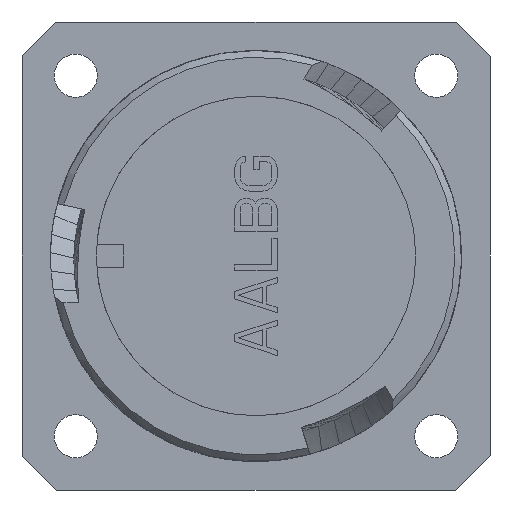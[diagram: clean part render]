
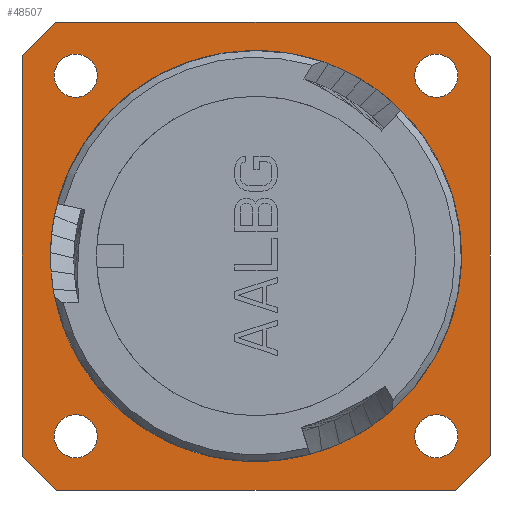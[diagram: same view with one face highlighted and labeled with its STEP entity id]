
A CAD part, left-side view. The second image highlights one B-rep face of the part: STEP entity #48507.
In plain terms, the highlighted planar face has unit normal (-1, 0, 0).
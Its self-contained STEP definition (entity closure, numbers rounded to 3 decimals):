
#579=CARTESIAN_POINT('',(23.05,0.,0.));
#580=DIRECTION('',(1.,0.,0.));
#581=DIRECTION('',(0.,1.,0.));
#582=AXIS2_PLACEMENT_3D('',#579,#580,#581);
#1565=CARTESIAN_POINT('',(23.05,0.,0.));
#1566=DIRECTION('',(-1.,0.,0.));
#1567=DIRECTION('',(0.,1.,0.));
#1568=AXIS2_PLACEMENT_3D('',#1565,#1566,#1567);
#2872=DIRECTION('',(0.,0.,1.));
#2873=VECTOR('',#2872,29.822);
#2874=CARTESIAN_POINT('',(23.05,17.525,-14.911));
#2875=LINE('4289',#2874,#2873);
#2876=CARTESIAN_POINT('',(23.05,0.,0.));
#2877=DIRECTION('',(1.,0.,0.));
#2878=DIRECTION('',(0.,0.762,0.648));
#2879=AXIS2_PLACEMENT_3D('',#2876,#2877,#2878);
#2881=DIRECTION('',(0.,-1.,0.));
#2882=VECTOR('',#2881,29.822);
#2883=CARTESIAN_POINT('',(23.05,14.911,17.525));
#2884=LINE('3688',#2883,#2882);
#2885=CARTESIAN_POINT('',(23.05,0.,0.));
#2886=DIRECTION('',(1.,0.,0.));
#2887=DIRECTION('',(0.,-0.648,0.762));
#2888=AXIS2_PLACEMENT_3D('',#2885,#2886,#2887);
#2890=DIRECTION('',(0.,0.,-1.));
#2891=VECTOR('',#2890,29.822);
#2892=CARTESIAN_POINT('',(23.05,-17.525,14.911));
#2893=LINE('3687',#2892,#2891);
#2894=CARTESIAN_POINT('',(23.05,0.,0.));
#2895=DIRECTION('',(-1.,0.,0.));
#2896=DIRECTION('',(0.,-0.648,-0.762));
#2897=AXIS2_PLACEMENT_3D('',#2894,#2895,#2896);
#2899=DIRECTION('',(0.,1.,0.));
#2900=VECTOR('',#2899,29.822);
#2901=CARTESIAN_POINT('',(23.05,-14.911,-17.525));
#2902=LINE('3686',#2901,#2900);
#2903=CARTESIAN_POINT('',(23.05,0.,0.));
#2904=DIRECTION('',(-1.,0.,0.));
#2905=DIRECTION('',(0.,0.762,-0.648));
#2906=AXIS2_PLACEMENT_3D('',#2903,#2904,#2905);
#2908=CARTESIAN_POINT('',(23.05,13.5,-13.5));
#2909=DIRECTION('',(1.,0.,0.));
#2910=DIRECTION('',(0.,0.,-1.));
#2911=AXIS2_PLACEMENT_3D('',#2908,#2909,#2910);
#2913=CARTESIAN_POINT('',(23.05,13.5,-13.5));
#2914=DIRECTION('',(1.,0.,0.));
#2915=DIRECTION('',(0.,0.,1.));
#2916=AXIS2_PLACEMENT_3D('',#2913,#2914,#2915);
#2918=CARTESIAN_POINT('',(23.05,13.5,13.5));
#2919=DIRECTION('',(1.,0.,0.));
#2920=DIRECTION('',(0.,0.,-1.));
#2921=AXIS2_PLACEMENT_3D('',#2918,#2919,#2920);
#2923=CARTESIAN_POINT('',(23.05,13.5,13.5));
#2924=DIRECTION('',(1.,0.,0.));
#2925=DIRECTION('',(0.,0.,1.));
#2926=AXIS2_PLACEMENT_3D('',#2923,#2924,#2925);
#2928=CARTESIAN_POINT('',(23.05,-13.5,13.5));
#2929=DIRECTION('',(1.,0.,0.));
#2930=DIRECTION('',(0.,0.,-1.));
#2931=AXIS2_PLACEMENT_3D('',#2928,#2929,#2930);
#2933=CARTESIAN_POINT('',(23.05,-13.5,13.5));
#2934=DIRECTION('',(1.,0.,0.));
#2935=DIRECTION('',(0.,0.,1.));
#2936=AXIS2_PLACEMENT_3D('',#2933,#2934,#2935);
#2938=CARTESIAN_POINT('',(23.05,-13.5,-13.5));
#2939=DIRECTION('',(1.,0.,0.));
#2940=DIRECTION('',(0.,0.,-1.));
#2941=AXIS2_PLACEMENT_3D('',#2938,#2939,#2940);
#2943=CARTESIAN_POINT('',(23.05,-13.5,-13.5));
#2944=DIRECTION('',(1.,0.,0.));
#2945=DIRECTION('',(0.,0.,1.));
#2946=AXIS2_PLACEMENT_3D('',#2943,#2944,#2945);
#36374=CARTESIAN_POINT('',(23.05,15.39,0.));
#36375=CARTESIAN_POINT('',(23.05,-15.39,0.));
#36376=VERTEX_POINT('',#36374);
#36377=VERTEX_POINT('',#36375);
#36390=CARTESIAN_POINT('',(23.05,-14.911,-17.525));
#36391=CARTESIAN_POINT('',(23.05,14.911,-17.525));
#36392=VERTEX_POINT('',#36390);
#36393=VERTEX_POINT('',#36391);
#36394=CARTESIAN_POINT('',(23.05,-17.525,14.911));
#36395=CARTESIAN_POINT('',(23.05,-17.525,-14.911));
#36396=VERTEX_POINT('',#36394);
#36397=VERTEX_POINT('',#36395);
#36398=CARTESIAN_POINT('',(23.05,14.911,17.525));
#36399=CARTESIAN_POINT('',(23.05,-14.911,17.525));
#36400=VERTEX_POINT('',#36398);
#36401=VERTEX_POINT('',#36399);
#36525=CARTESIAN_POINT('',(23.05,13.5,-15.115));
#36526=CARTESIAN_POINT('',(23.05,13.5,-11.885));
#36527=VERTEX_POINT('',#36525);
#36528=VERTEX_POINT('',#36526);
#36529=CARTESIAN_POINT('',(23.05,13.5,11.885));
#36530=CARTESIAN_POINT('',(23.05,13.5,15.115));
#36531=VERTEX_POINT('',#36529);
#36532=VERTEX_POINT('',#36530);
#36533=CARTESIAN_POINT('',(23.05,-13.5,11.885));
#36534=CARTESIAN_POINT('',(23.05,-13.5,15.115));
#36535=VERTEX_POINT('',#36533);
#36536=VERTEX_POINT('',#36534);
#36537=CARTESIAN_POINT('',(23.05,-13.5,-15.115));
#36538=CARTESIAN_POINT('',(23.05,-13.5,-11.885));
#36539=VERTEX_POINT('',#36537);
#36540=VERTEX_POINT('',#36538);
#36541=CARTESIAN_POINT('',(23.05,17.525,14.911));
#36543=VERTEX_POINT('',#36541);
#36545=CARTESIAN_POINT('',(23.05,17.525,-14.911));
#36547=VERTEX_POINT('',#36545);
#48456=CARTESIAN_POINT('',(23.05,0.,0.));
#48457=DIRECTION('',(1.,0.,0.));
#48458=DIRECTION('',(0.,-1.,0.));
#48459=AXIS2_PLACEMENT_3D('',#48456,#48457,#48458);
#48460=PLANE('249',#48459);
#48462=ORIENTED_EDGE('4289',*,*,#48461,.T.);
#48464=ORIENTED_EDGE('3837',*,*,#48463,.T.);
#48466=ORIENTED_EDGE('3688',*,*,#48465,.T.);
#48468=ORIENTED_EDGE('3838',*,*,#48467,.T.);
#48470=ORIENTED_EDGE('3687',*,*,#48469,.T.);
#48472=ORIENTED_EDGE('3842',*,*,#48471,.F.);
#48474=ORIENTED_EDGE('3686',*,*,#48473,.T.);
#48476=ORIENTED_EDGE('3841',*,*,#48475,.F.);
#48477=EDGE_LOOP('249',(#48462,#48464,#48466,#48468,#48470,#48472,#48474,
#48476));
#48478=FACE_OUTER_BOUND('249',#48477,.F.);
#48479=ORIENTED_EDGE('3682',*,*,#45475,.T.);
#48480=ORIENTED_EDGE('3681',*,*,#43182,.F.);
#48481=EDGE_LOOP('249',(#48479,#48480));
#48482=FACE_BOUND('249',#48481,.F.);
#48484=ORIENTED_EDGE('3809',*,*,#48483,.F.);
#48486=ORIENTED_EDGE('3810',*,*,#48485,.F.);
#48487=EDGE_LOOP('249',(#48484,#48486));
#48488=FACE_BOUND('249',#48487,.F.);
#48490=ORIENTED_EDGE('3811',*,*,#48489,.F.);
#48492=ORIENTED_EDGE('3812',*,*,#48491,.F.);
#48493=EDGE_LOOP('249',(#48490,#48492));
#48494=FACE_BOUND('249',#48493,.F.);
#48496=ORIENTED_EDGE('3813',*,*,#48495,.F.);
#48498=ORIENTED_EDGE('3814',*,*,#48497,.F.);
#48499=EDGE_LOOP('249',(#48496,#48498));
#48500=FACE_BOUND('249',#48499,.F.);
#48502=ORIENTED_EDGE('3815',*,*,#48501,.F.);
#48504=ORIENTED_EDGE('3816',*,*,#48503,.F.);
#48505=EDGE_LOOP('249',(#48502,#48504));
#48506=FACE_BOUND('249',#48505,.F.);
#583=CIRCLE('3681',#582,15.39);
#1569=CIRCLE('3682',#1568,15.39);
#2880=CIRCLE('3837',#2879,23.01);
#2889=CIRCLE('3838',#2888,23.01);
#2898=CIRCLE('3842',#2897,23.01);
#2907=CIRCLE('3841',#2906,23.01);
#2912=CIRCLE('3809',#2911,1.615);
#2917=CIRCLE('3810',#2916,1.615);
#2922=CIRCLE('3811',#2921,1.615);
#2927=CIRCLE('3812',#2926,1.615);
#2932=CIRCLE('3813',#2931,1.615);
#2937=CIRCLE('3814',#2936,1.615);
#2942=CIRCLE('3815',#2941,1.615);
#2947=CIRCLE('3816',#2946,1.615);
#43182=EDGE_CURVE('3681',#36376,#36377,#583,.T.);
#45475=EDGE_CURVE('3682',#36376,#36377,#1569,.T.);
#48461=EDGE_CURVE('4289',#36547,#36543,#2875,.T.);
#48463=EDGE_CURVE('3837',#36543,#36400,#2880,.T.);
#48465=EDGE_CURVE('3688',#36400,#36401,#2884,.T.);
#48467=EDGE_CURVE('3838',#36401,#36396,#2889,.T.);
#48469=EDGE_CURVE('3687',#36396,#36397,#2893,.T.);
#48471=EDGE_CURVE('3842',#36392,#36397,#2898,.T.);
#48473=EDGE_CURVE('3686',#36392,#36393,#2902,.T.);
#48475=EDGE_CURVE('3841',#36547,#36393,#2907,.T.);
#48483=EDGE_CURVE('3809',#36527,#36528,#2912,.T.);
#48485=EDGE_CURVE('3810',#36528,#36527,#2917,.T.);
#48489=EDGE_CURVE('3811',#36531,#36532,#2922,.T.);
#48491=EDGE_CURVE('3812',#36532,#36531,#2927,.T.);
#48495=EDGE_CURVE('3813',#36535,#36536,#2932,.T.);
#48497=EDGE_CURVE('3814',#36536,#36535,#2937,.T.);
#48501=EDGE_CURVE('3815',#36539,#36540,#2942,.T.);
#48503=EDGE_CURVE('3816',#36540,#36539,#2947,.T.);
#48507=ADVANCED_FACE('249',(#48478,#48482,#48488,#48494,#48500,#48506),#48460,
.F.);
